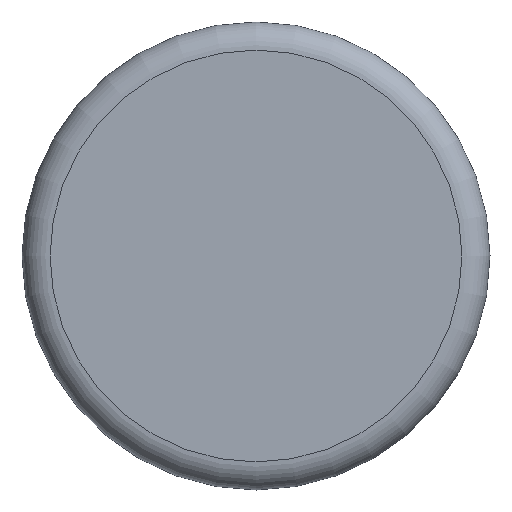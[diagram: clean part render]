
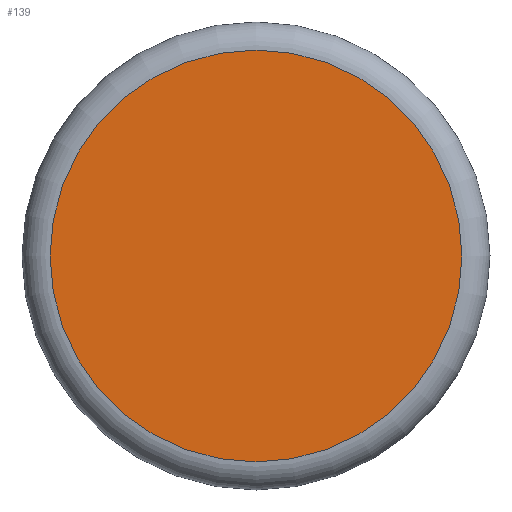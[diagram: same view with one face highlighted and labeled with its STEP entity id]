
A CAD part, left-side view. The second image highlights one B-rep face of the part: STEP entity #139.
In plain terms, the highlighted planar face has unit normal (-1, 0, 0).
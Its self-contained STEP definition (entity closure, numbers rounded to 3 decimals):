
#139 = ADVANCED_FACE( '', ( #318 ), #319, .F. );
#318 = FACE_OUTER_BOUND( '', #535, .T. );
#319 = PLANE( '', #536 );
#535 = EDGE_LOOP( '', ( #865 ) );
#536 = AXIS2_PLACEMENT_3D( '', #866, #867, #868 );
#865 = ORIENTED_EDGE( '', *, *, #1243, .F. );
#866 = CARTESIAN_POINT( '', ( 0., 0., 0. ) );
#867 = DIRECTION( '', ( 1., 0., 0. ) );
#868 = DIRECTION( '', ( 0., 0., -1. ) );
#1243 = EDGE_CURVE( '', #1469, #1469, #1470, .T. );
#1469 = VERTEX_POINT( '', #1802 );
#1470 = CIRCLE( '', #1803, 11. );
#1802 = CARTESIAN_POINT( '', ( 0., 0., -11. ) );
#1803 = AXIS2_PLACEMENT_3D( '', #2177, #2178, #2179 );
#2177 = CARTESIAN_POINT( '', ( 0., 0., 0. ) );
#2178 = DIRECTION( '', ( 1., 0., 0. ) );
#2179 = DIRECTION( '', ( 0., 0., -1. ) );
